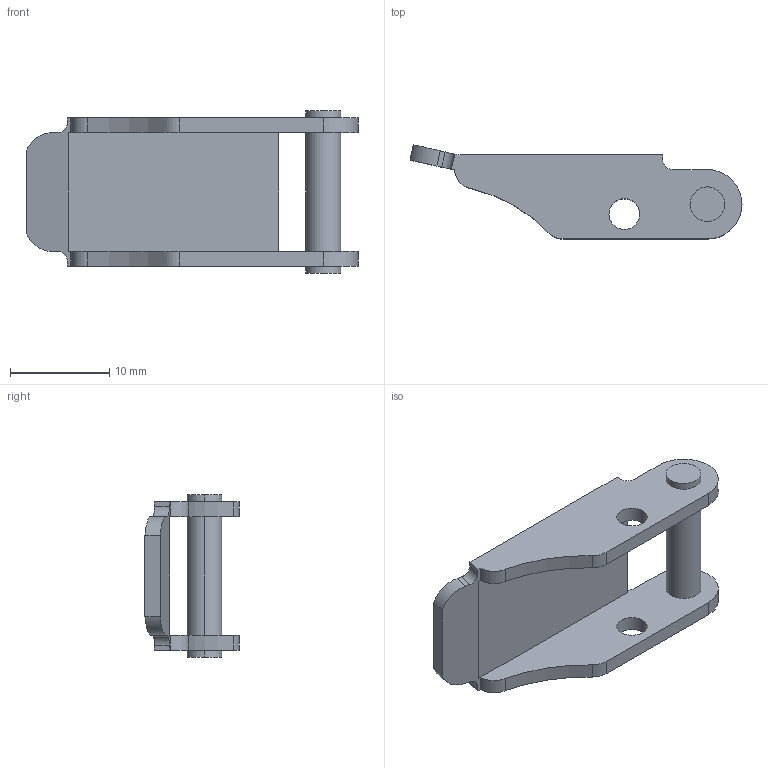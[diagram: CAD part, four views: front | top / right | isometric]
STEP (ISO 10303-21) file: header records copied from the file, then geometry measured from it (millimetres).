
FILE_DESCRIPTION (( 'STEP AP203' ), '1' );
FILE_NAME ('_Holder GN 832.2-55-A-ST-G_Default_sldprt.STEP', '2021-04-13T21:45:19', ( '' ), ( '' ), 'SwSTEP 2.0', 'SolidWorks 2020', '' );
FILE_SCHEMA (( 'CONFIG_CONTROL_DESIGN' ));
Length unit declared in the file: metre
Products named in the file (1): _Holder GN 832.2-55-A-ST-G_Default_sldprt
Bounding box: 33.5 x 9.5 x 16.4 mm (x, y, z)
Volume: 1142.8 mm3; surface area: 1692.7 mm2
Topology: 1 solids, 1 shells, 47 faces, 129 edges, 86 vertices
Faces by surface type: cylinder 27, plane 20
Entity records: 1609 total; most frequent: CARTESIAN_POINT 304, DIRECTION 260, ORIENTED_EDGE 258, EDGE_CURVE 129, AXIS2_PLACEMENT_3D 94, VERTEX_POINT 86, VECTOR 72, LINE 72
